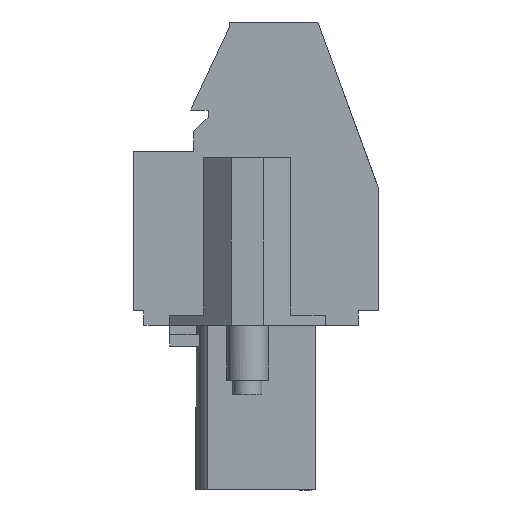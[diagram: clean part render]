
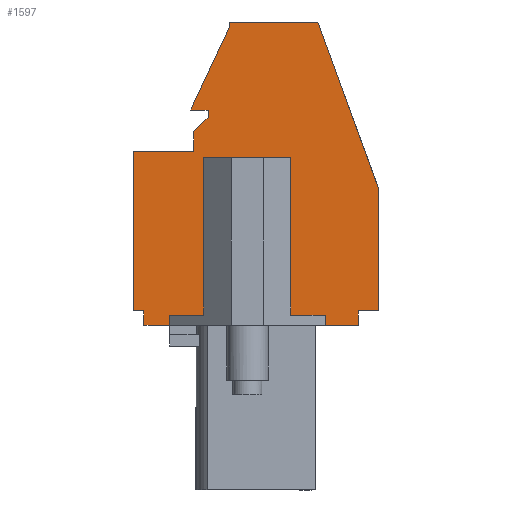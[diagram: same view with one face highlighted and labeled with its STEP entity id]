
A CAD part, left-side view. The second image highlights one B-rep face of the part: STEP entity #1597.
In plain terms, the highlighted planar face has unit normal (-1, 0, 0).
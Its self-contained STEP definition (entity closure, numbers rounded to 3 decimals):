
#679=AXIS2_PLACEMENT_3D('Plane Axis2P3D',#676,#677,#678) ;
#107=CARTESIAN_POINT('Line Origine',(3.47,1.782,7.95)) ;
#111=CARTESIAN_POINT('Vertex',(3.47,2.58,7.95)) ;
#113=CARTESIAN_POINT('Vertex',(3.47,0.983,7.95)) ;
#148=CARTESIAN_POINT('Vertex',(3.47,10.08,7.95)) ;
#151=CARTESIAN_POINT('Line Origine',(3.47,10.705,7.95)) ;
#155=CARTESIAN_POINT('Vertex',(3.47,11.33,7.95)) ;
#676=CARTESIAN_POINT('Axis2P3D Location',(3.47,0.,0.)) ;
#1453=CARTESIAN_POINT('Line Origine',(3.47,0.983,8.3)) ;
#1457=CARTESIAN_POINT('Vertex',(3.47,0.983,8.65)) ;
#1460=CARTESIAN_POINT('Line Origine',(3.47,0.492,8.65)) ;
#1464=CARTESIAN_POINT('Vertex',(3.47,0.,8.65)) ;
#1467=CARTESIAN_POINT('Line Origine',(3.47,0.,11.611)) ;
#1471=CARTESIAN_POINT('Vertex',(3.47,0.,14.572)) ;
#1474=CARTESIAN_POINT('Line Origine',(3.47,1.461,18.586)) ;
#1478=CARTESIAN_POINT('Vertex',(3.47,2.922,22.6)) ;
#1481=CARTESIAN_POINT('Line Origine',(3.47,5.052,22.6)) ;
#1485=CARTESIAN_POINT('Vertex',(3.47,7.181,22.6)) ;
#1488=CARTESIAN_POINT('Line Origine',(3.47,7.181,22.5)) ;
#1492=CARTESIAN_POINT('Vertex',(3.47,7.181,22.4)) ;
#1495=CARTESIAN_POINT('Line Origine',(3.47,8.126,20.375)) ;
#1499=CARTESIAN_POINT('Vertex',(3.47,9.07,18.35)) ;
#1502=CARTESIAN_POINT('Line Origine',(3.47,8.65,18.35)) ;
#1506=CARTESIAN_POINT('Vertex',(3.47,8.23,18.35)) ;
#1509=CARTESIAN_POINT('Line Origine',(3.47,8.23,18.175)) ;
#1513=CARTESIAN_POINT('Vertex',(3.47,8.23,18.)) ;
#1516=CARTESIAN_POINT('Line Origine',(3.47,8.58,17.65)) ;
#1520=CARTESIAN_POINT('Vertex',(3.47,8.93,17.3)) ;
#1523=CARTESIAN_POINT('Line Origine',(3.47,8.93,16.825)) ;
#1527=CARTESIAN_POINT('Vertex',(3.47,8.93,16.35)) ;
#1530=CARTESIAN_POINT('Line Origine',(3.47,10.38,16.35)) ;
#1534=CARTESIAN_POINT('Vertex',(3.47,11.83,16.35)) ;
#1537=CARTESIAN_POINT('Line Origine',(3.47,11.83,12.5)) ;
#1541=CARTESIAN_POINT('Vertex',(3.47,11.83,8.65)) ;
#1544=CARTESIAN_POINT('Line Origine',(3.47,11.58,8.65)) ;
#1548=CARTESIAN_POINT('Vertex',(3.47,11.33,8.65)) ;
#1551=CARTESIAN_POINT('Line Origine',(3.47,11.33,8.3)) ;
#1556=CARTESIAN_POINT('Line Origine',(3.47,10.08,8.2)) ;
#1560=CARTESIAN_POINT('Vertex',(3.47,10.08,8.45)) ;
#1563=CARTESIAN_POINT('Line Origine',(3.47,6.33,8.45)) ;
#1567=CARTESIAN_POINT('Vertex',(3.47,2.58,8.45)) ;
#1570=CARTESIAN_POINT('Line Origine',(3.47,2.58,8.2)) ;
#108=DIRECTION('Vector Direction',(0.,-1.,0.)) ;
#152=DIRECTION('Vector Direction',(0.,-1.,0.)) ;
#677=DIRECTION('Axis2P3D Direction',(-1.,0.,0.)) ;
#678=DIRECTION('Axis2P3D XDirection',(0.,0.,1.)) ;
#1454=DIRECTION('Vector Direction',(0.,0.,1.)) ;
#1461=DIRECTION('Vector Direction',(0.,-1.,0.)) ;
#1468=DIRECTION('Vector Direction',(0.,0.,1.)) ;
#1475=DIRECTION('Vector Direction',(0.,-0.342,-0.94)) ;
#1482=DIRECTION('Vector Direction',(0.,-1.,0.)) ;
#1489=DIRECTION('Vector Direction',(0.,0.,1.)) ;
#1496=DIRECTION('Vector Direction',(0.,-0.423,0.906)) ;
#1503=DIRECTION('Vector Direction',(0.,1.,0.)) ;
#1510=DIRECTION('Vector Direction',(0.,0.,1.)) ;
#1517=DIRECTION('Vector Direction',(0.,-0.707,0.707)) ;
#1524=DIRECTION('Vector Direction',(0.,0.,1.)) ;
#1531=DIRECTION('Vector Direction',(0.,-1.,0.)) ;
#1538=DIRECTION('Vector Direction',(0.,0.,1.)) ;
#1545=DIRECTION('Vector Direction',(0.,1.,0.)) ;
#1552=DIRECTION('Vector Direction',(0.,0.,-1.)) ;
#1557=DIRECTION('Vector Direction',(0.,0.,1.)) ;
#1564=DIRECTION('Vector Direction',(0.,1.,0.)) ;
#1571=DIRECTION('Vector Direction',(0.,0.,1.)) ;
#109=VECTOR('Line Direction',#108,1.) ;
#153=VECTOR('Line Direction',#152,1.) ;
#1455=VECTOR('Line Direction',#1454,1.) ;
#1462=VECTOR('Line Direction',#1461,1.) ;
#1469=VECTOR('Line Direction',#1468,1.) ;
#1476=VECTOR('Line Direction',#1475,1.) ;
#1483=VECTOR('Line Direction',#1482,1.) ;
#1490=VECTOR('Line Direction',#1489,1.) ;
#1497=VECTOR('Line Direction',#1496,1.) ;
#1504=VECTOR('Line Direction',#1503,1.) ;
#1511=VECTOR('Line Direction',#1510,1.) ;
#1518=VECTOR('Line Direction',#1517,1.) ;
#1525=VECTOR('Line Direction',#1524,1.) ;
#1532=VECTOR('Line Direction',#1531,1.) ;
#1539=VECTOR('Line Direction',#1538,1.) ;
#1546=VECTOR('Line Direction',#1545,1.) ;
#1553=VECTOR('Line Direction',#1552,1.) ;
#1558=VECTOR('Line Direction',#1557,1.) ;
#1565=VECTOR('Line Direction',#1564,1.) ;
#1572=VECTOR('Line Direction',#1571,1.) ;
#1576=ORIENTED_EDGE('',*,*,#115,.T.) ;
#1577=ORIENTED_EDGE('',*,*,#1459,.T.) ;
#1578=ORIENTED_EDGE('',*,*,#1466,.T.) ;
#1579=ORIENTED_EDGE('',*,*,#1473,.T.) ;
#1580=ORIENTED_EDGE('',*,*,#1480,.T.) ;
#1581=ORIENTED_EDGE('',*,*,#1487,.T.) ;
#1582=ORIENTED_EDGE('',*,*,#1494,.T.) ;
#1583=ORIENTED_EDGE('',*,*,#1501,.T.) ;
#1584=ORIENTED_EDGE('',*,*,#1508,.T.) ;
#1585=ORIENTED_EDGE('',*,*,#1515,.T.) ;
#1586=ORIENTED_EDGE('',*,*,#1522,.T.) ;
#1587=ORIENTED_EDGE('',*,*,#1529,.T.) ;
#1588=ORIENTED_EDGE('',*,*,#1536,.T.) ;
#1589=ORIENTED_EDGE('',*,*,#1543,.T.) ;
#1590=ORIENTED_EDGE('',*,*,#1550,.T.) ;
#1591=ORIENTED_EDGE('',*,*,#1555,.T.) ;
#1592=ORIENTED_EDGE('',*,*,#157,.T.) ;
#1593=ORIENTED_EDGE('',*,*,#1562,.T.) ;
#1594=ORIENTED_EDGE('',*,*,#1569,.F.) ;
#1595=ORIENTED_EDGE('',*,*,#1574,.F.) ;
#1597=ADVANCED_FACE('HOUSING',(#1596),#680,.T.) ;
#115=EDGE_CURVE('',#112,#114,#110,.T.) ;
#157=EDGE_CURVE('',#156,#149,#154,.T.) ;
#1459=EDGE_CURVE('',#114,#1458,#1456,.T.) ;
#1466=EDGE_CURVE('',#1458,#1465,#1463,.T.) ;
#1473=EDGE_CURVE('',#1465,#1472,#1470,.T.) ;
#1480=EDGE_CURVE('',#1472,#1479,#1477,.F.) ;
#1487=EDGE_CURVE('',#1479,#1486,#1484,.F.) ;
#1494=EDGE_CURVE('',#1486,#1493,#1491,.F.) ;
#1501=EDGE_CURVE('',#1493,#1500,#1498,.F.) ;
#1508=EDGE_CURVE('',#1500,#1507,#1505,.F.) ;
#1515=EDGE_CURVE('',#1507,#1514,#1512,.F.) ;
#1522=EDGE_CURVE('',#1514,#1521,#1519,.F.) ;
#1529=EDGE_CURVE('',#1521,#1528,#1526,.F.) ;
#1536=EDGE_CURVE('',#1528,#1535,#1533,.F.) ;
#1543=EDGE_CURVE('',#1535,#1542,#1540,.F.) ;
#1550=EDGE_CURVE('',#1542,#1549,#1547,.F.) ;
#1555=EDGE_CURVE('',#1549,#156,#1554,.T.) ;
#1562=EDGE_CURVE('',#149,#1561,#1559,.T.) ;
#1569=EDGE_CURVE('',#1568,#1561,#1566,.T.) ;
#1574=EDGE_CURVE('',#112,#1568,#1573,.T.) ;
#1575=EDGE_LOOP('',(#1576,#1577,#1578,#1579,#1580,#1581,#1582,#1583,#1584,#1585,#1586,#1587,#1588,#1589,#1590,#1591,#1592,#1593,#1594,#1595)) ;
#1596=FACE_OUTER_BOUND('',#1575,.T.) ;
#110=LINE('Line',#107,#109) ;
#154=LINE('Line',#151,#153) ;
#1456=LINE('Line',#1453,#1455) ;
#1463=LINE('Line',#1460,#1462) ;
#1470=LINE('Line',#1467,#1469) ;
#1477=LINE('Line',#1474,#1476) ;
#1484=LINE('Line',#1481,#1483) ;
#1491=LINE('Line',#1488,#1490) ;
#1498=LINE('Line',#1495,#1497) ;
#1505=LINE('Line',#1502,#1504) ;
#1512=LINE('Line',#1509,#1511) ;
#1519=LINE('Line',#1516,#1518) ;
#1526=LINE('Line',#1523,#1525) ;
#1533=LINE('Line',#1530,#1532) ;
#1540=LINE('Line',#1537,#1539) ;
#1547=LINE('Line',#1544,#1546) ;
#1554=LINE('Line',#1551,#1553) ;
#1559=LINE('Line',#1556,#1558) ;
#1566=LINE('Line',#1563,#1565) ;
#1573=LINE('Line',#1570,#1572) ;
#680=PLANE('',#679) ;
#112=VERTEX_POINT('',#111) ;
#114=VERTEX_POINT('',#113) ;
#149=VERTEX_POINT('',#148) ;
#156=VERTEX_POINT('',#155) ;
#1458=VERTEX_POINT('',#1457) ;
#1465=VERTEX_POINT('',#1464) ;
#1472=VERTEX_POINT('',#1471) ;
#1479=VERTEX_POINT('',#1478) ;
#1486=VERTEX_POINT('',#1485) ;
#1493=VERTEX_POINT('',#1492) ;
#1500=VERTEX_POINT('',#1499) ;
#1507=VERTEX_POINT('',#1506) ;
#1514=VERTEX_POINT('',#1513) ;
#1521=VERTEX_POINT('',#1520) ;
#1528=VERTEX_POINT('',#1527) ;
#1535=VERTEX_POINT('',#1534) ;
#1542=VERTEX_POINT('',#1541) ;
#1549=VERTEX_POINT('',#1548) ;
#1561=VERTEX_POINT('',#1560) ;
#1568=VERTEX_POINT('',#1567) ;
